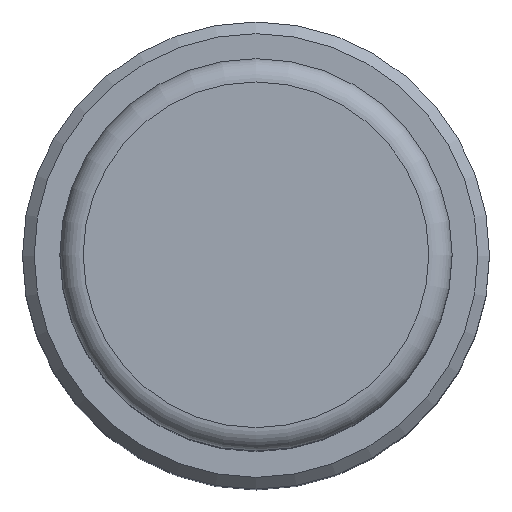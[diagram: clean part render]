
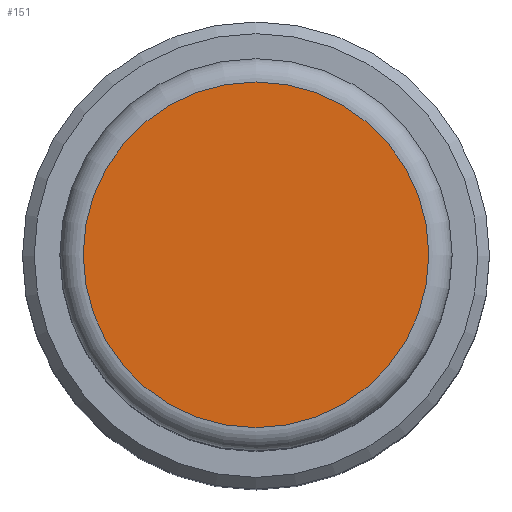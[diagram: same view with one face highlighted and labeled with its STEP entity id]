
A CAD part, top view. The second image highlights one B-rep face of the part: STEP entity #151.
In plain terms, the highlighted planar face has unit normal (0, 0, 1).
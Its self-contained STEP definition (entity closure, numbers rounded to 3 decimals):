
#18=PLANE('',#176);
#43=FACE_OUTER_BOUND('',#65,.T.);
#65=EDGE_LOOP('',(#125));
#80=CIRCLE('',#177,7.4);
#92=VERTEX_POINT('',#265);
#104=EDGE_CURVE('',#92,#92,#80,.T.);
#125=ORIENTED_EDGE('',*,*,#104,.F.);
#151=ADVANCED_FACE('',(#43),#18,.T.);
#176=AXIS2_PLACEMENT_3D('',#264,#223,#224);
#177=AXIS2_PLACEMENT_3D('',#266,#225,#226);
#223=DIRECTION('center_axis',(0.,0.,1.));
#224=DIRECTION('ref_axis',(1.,0.,0.));
#225=DIRECTION('center_axis',(0.,0.,-1.));
#226=DIRECTION('ref_axis',(1.,0.,0.));
#264=CARTESIAN_POINT('Origin',(0.,7.4,17.4));
#265=CARTESIAN_POINT('',(0.,7.4,17.4));
#266=CARTESIAN_POINT('Origin',(0.,0.,17.4));
